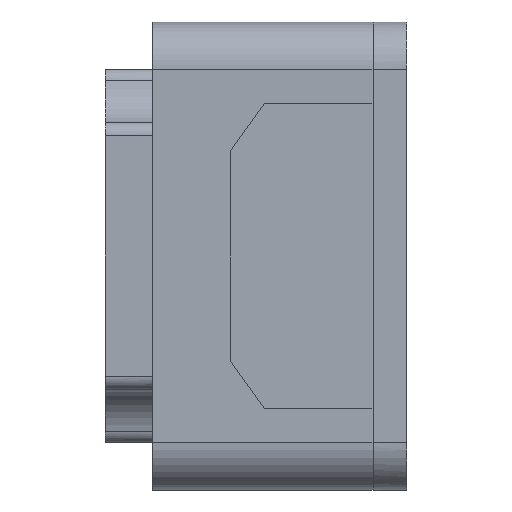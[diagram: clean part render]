
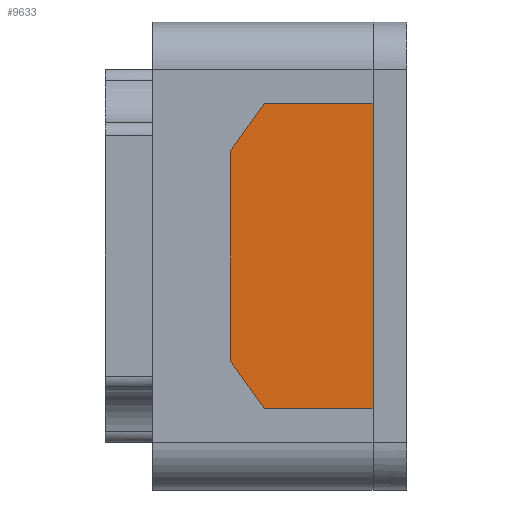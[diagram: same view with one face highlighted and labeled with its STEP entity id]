
A CAD part, left-side view. The second image highlights one B-rep face of the part: STEP entity #9633.
In plain terms, the highlighted free-form (B-spline) face has degree [1, 1] with [2, 2] control points.
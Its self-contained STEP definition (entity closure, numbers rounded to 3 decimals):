
#9633 = ADVANCED_FACE('',(#9634),#9678,.F.);
#9634 = FACE_BOUND('',#9635,.F.);
#9635 = EDGE_LOOP('',(#9636,#9645,#9652,#9659,#9666,#9673));
#9636 = ORIENTED_EDGE('',*,*,#9637,.F.);
#9637 = EDGE_CURVE('',#9638,#9640,#9642,.T.);
#9638 = VERTEX_POINT('',#9639);
#9639 = CARTESIAN_POINT('',(-87.739,33.547,
    -19.999));
#9640 = VERTEX_POINT('',#9641);
#9641 = CARTESIAN_POINT('',(-87.739,27.096,
    -29.031));
#9642 = B_SPLINE_CURVE_WITH_KNOTS('',1,(#9643,#9644),.UNSPECIFIED.,.F.,
  .F.,(2,2),(0.,8.602),.PIECEWISE_BEZIER_KNOTS.);
#9643 = CARTESIAN_POINT('',(-87.739,33.547,
    -19.999));
#9644 = CARTESIAN_POINT('',(-87.739,27.096,-29.031)
  );
#9645 = ORIENTED_EDGE('',*,*,#9646,.T.);
#9646 = EDGE_CURVE('',#9638,#9647,#9649,.T.);
#9647 = VERTEX_POINT('',#9648);
#9648 = CARTESIAN_POINT('',(-87.739,33.547,
    19.999));
#9649 = B_SPLINE_CURVE_WITH_KNOTS('',1,(#9650,#9651),.UNSPECIFIED.,.F.,
  .F.,(2,2),(0.,31.),.PIECEWISE_BEZIER_KNOTS.);
#9650 = CARTESIAN_POINT('',(-87.739,33.547,
    -19.999));
#9651 = CARTESIAN_POINT('',(-87.739,33.547,
    19.999));
#9652 = ORIENTED_EDGE('',*,*,#9653,.F.);
#9653 = EDGE_CURVE('',#9654,#9647,#9656,.T.);
#9654 = VERTEX_POINT('',#9655);
#9655 = CARTESIAN_POINT('',(-87.739,27.096,
    29.031));
#9656 = B_SPLINE_CURVE_WITH_KNOTS('',1,(#9657,#9658),.UNSPECIFIED.,.F.,
  .F.,(2,2),(0.,8.602),.PIECEWISE_BEZIER_KNOTS.);
#9657 = CARTESIAN_POINT('',(-87.739,27.096,
    29.031));
#9658 = CARTESIAN_POINT('',(-87.739,33.547,
    19.999));
#9659 = ORIENTED_EDGE('',*,*,#9660,.T.);
#9660 = EDGE_CURVE('',#9654,#9661,#9663,.T.);
#9661 = VERTEX_POINT('',#9662);
#9662 = CARTESIAN_POINT('',(-87.739,6.451,
    29.031));
#9663 = B_SPLINE_CURVE_WITH_KNOTS('',1,(#9664,#9665),.UNSPECIFIED.,.F.,
  .F.,(2,2),(0.,16.),.PIECEWISE_BEZIER_KNOTS.);
#9664 = CARTESIAN_POINT('',(-87.739,27.096,
    29.031));
#9665 = CARTESIAN_POINT('',(-87.739,6.451,
    29.031));
#9666 = ORIENTED_EDGE('',*,*,#9667,.T.);
#9667 = EDGE_CURVE('',#9661,#9668,#9670,.T.);
#9668 = VERTEX_POINT('',#9669);
#9669 = CARTESIAN_POINT('',(-87.739,6.451,-29.031
    ));
#9670 = B_SPLINE_CURVE_WITH_KNOTS('',1,(#9671,#9672),.UNSPECIFIED.,.F.,
  .F.,(2,2),(0.,45.),.PIECEWISE_BEZIER_KNOTS.);
#9671 = CARTESIAN_POINT('',(-87.739,6.451,
    29.031));
#9672 = CARTESIAN_POINT('',(-87.739,6.451,-29.031
    ));
#9673 = ORIENTED_EDGE('',*,*,#9674,.T.);
#9674 = EDGE_CURVE('',#9668,#9640,#9675,.T.);
#9675 = B_SPLINE_CURVE_WITH_KNOTS('',1,(#9676,#9677),.UNSPECIFIED.,.F.,
  .F.,(2,2),(0.,16.),.PIECEWISE_BEZIER_KNOTS.);
#9676 = CARTESIAN_POINT('',(-87.739,6.451,-29.031
    ));
#9677 = CARTESIAN_POINT('',(-87.739,27.096,
    -29.031));
#9678 = B_SPLINE_SURFACE_WITH_KNOTS('',1,1,(
    (#9679,#9680)
    ,(#9681,#9682
    )),.UNSPECIFIED.,.F.,.F.,.F.,(2,2),(2,2),(-21.,0.),(-22.5,22.5),
  .PIECEWISE_BEZIER_KNOTS.);
#9679 = CARTESIAN_POINT('',(-87.739,33.547,
    29.031));
#9680 = CARTESIAN_POINT('',(-87.739,33.547,
    -29.031));
#9681 = CARTESIAN_POINT('',(-87.739,6.451,
    29.031));
#9682 = CARTESIAN_POINT('',(-87.739,6.451,-29.031
    ));
